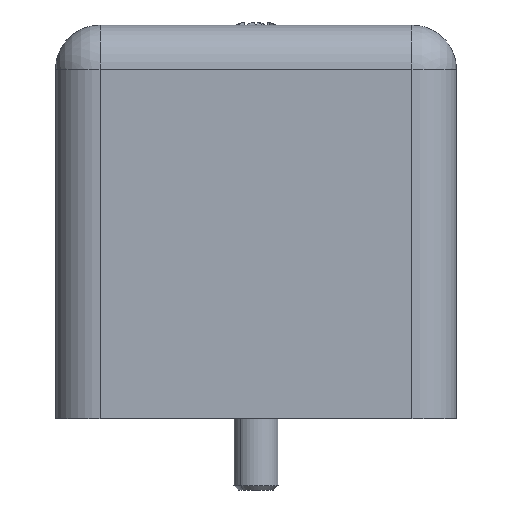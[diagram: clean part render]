
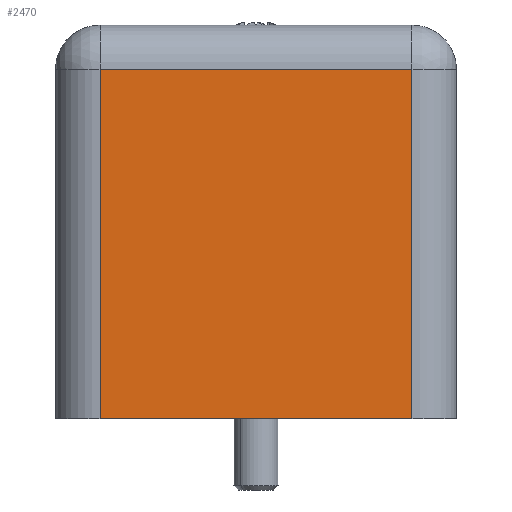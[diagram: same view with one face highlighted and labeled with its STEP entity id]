
A CAD part, front view. The second image highlights one B-rep face of the part: STEP entity #2470.
In plain terms, the highlighted planar face has unit normal (0, -1, 0).
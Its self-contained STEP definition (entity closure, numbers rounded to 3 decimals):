
#2450=AXIS2_PLACEMENT_3D('Plane Axis2P3D',#2447,#2448,#2449) ;
#1688=CARTESIAN_POINT('Vertex',(24.,0.,4.8)) ;
#1691=CARTESIAN_POINT('Line Origine',(13.5,0.,4.8)) ;
#1695=CARTESIAN_POINT('Vertex',(3.,0.,4.8)) ;
#2432=CARTESIAN_POINT('Vertex',(24.,0.,28.3)) ;
#2435=CARTESIAN_POINT('Line Origine',(24.,0.,18.05)) ;
#2447=CARTESIAN_POINT('Axis2P3D Location',(0.,0.,18.05)) ;
#2452=CARTESIAN_POINT('Line Origine',(13.5,0.,28.3)) ;
#2456=CARTESIAN_POINT('Vertex',(3.,0.,28.3)) ;
#2459=CARTESIAN_POINT('Line Origine',(3.,0.,16.55)) ;
#1692=DIRECTION('Vector Direction',(1.,0.,0.)) ;
#2436=DIRECTION('Vector Direction',(0.,0.,1.)) ;
#2448=DIRECTION('Axis2P3D Direction',(0.,-1.,0.)) ;
#2449=DIRECTION('Axis2P3D XDirection',(1.,0.,0.)) ;
#2453=DIRECTION('Vector Direction',(-1.,0.,0.)) ;
#2460=DIRECTION('Vector Direction',(0.,0.,-1.)) ;
#1693=VECTOR('Line Direction',#1692,1.) ;
#2437=VECTOR('Line Direction',#2436,1.) ;
#2454=VECTOR('Line Direction',#2453,1.) ;
#2461=VECTOR('Line Direction',#2460,1.) ;
#2465=ORIENTED_EDGE('',*,*,#2458,.T.) ;
#2466=ORIENTED_EDGE('',*,*,#2463,.T.) ;
#2467=ORIENTED_EDGE('',*,*,#1697,.T.) ;
#2468=ORIENTED_EDGE('',*,*,#2439,.T.) ;
#2470=ADVANCED_FACE('Hauptkoerper',(#2469),#2451,.T.) ;
#1697=EDGE_CURVE('',#1696,#1689,#1694,.T.) ;
#2439=EDGE_CURVE('',#1689,#2433,#2438,.T.) ;
#2458=EDGE_CURVE('',#2433,#2457,#2455,.T.) ;
#2463=EDGE_CURVE('',#2457,#1696,#2462,.T.) ;
#2464=EDGE_LOOP('',(#2465,#2466,#2467,#2468)) ;
#2469=FACE_OUTER_BOUND('',#2464,.T.) ;
#1694=LINE('Line',#1691,#1693) ;
#2438=LINE('Line',#2435,#2437) ;
#2455=LINE('Line',#2452,#2454) ;
#2462=LINE('Line',#2459,#2461) ;
#2451=PLANE('',#2450) ;
#1689=VERTEX_POINT('',#1688) ;
#1696=VERTEX_POINT('',#1695) ;
#2433=VERTEX_POINT('',#2432) ;
#2457=VERTEX_POINT('',#2456) ;
